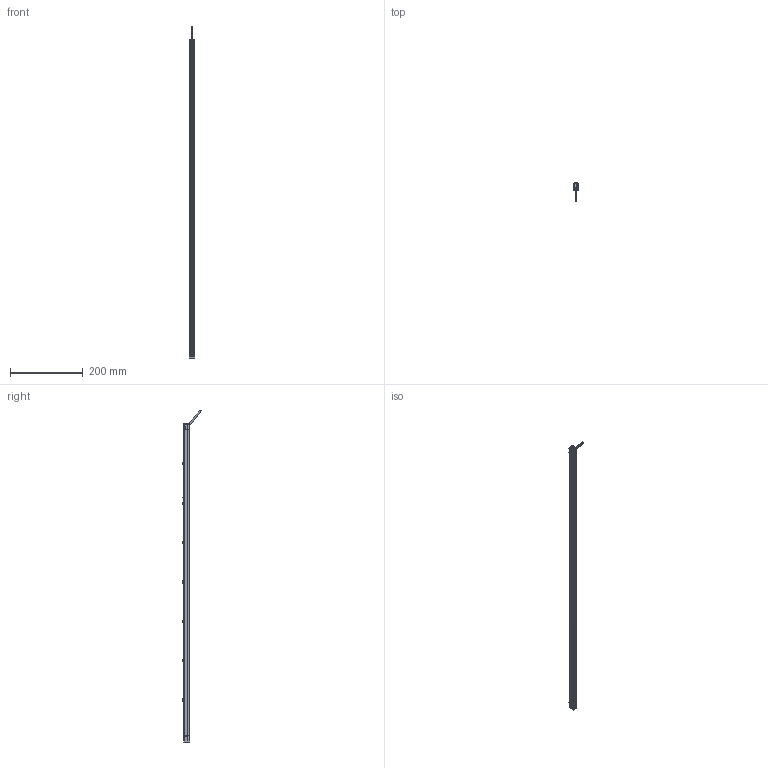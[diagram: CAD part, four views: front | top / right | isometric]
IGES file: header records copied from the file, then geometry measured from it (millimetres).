
Start section:  PTC IGES file: 217933.igs
Global section: file name: 217933.igs; native system: Creo Parametric by PTC Inc.; preprocessor: 2019292; author: PDMAdmin; organization: Unknown; date: 20200612.133206; units: millimetre
Bounding box: 14.02 x 50.3 x 910.73 mm (x, y, z)
Volume: 73921.8 mm3; surface area: 519316.2 mm2
Topology: 24 solids, 26 shells, 3152 faces, 18493 edges, 25038 vertices
Faces by surface type: bspline 2030, revolution 1094, extrusion 28
